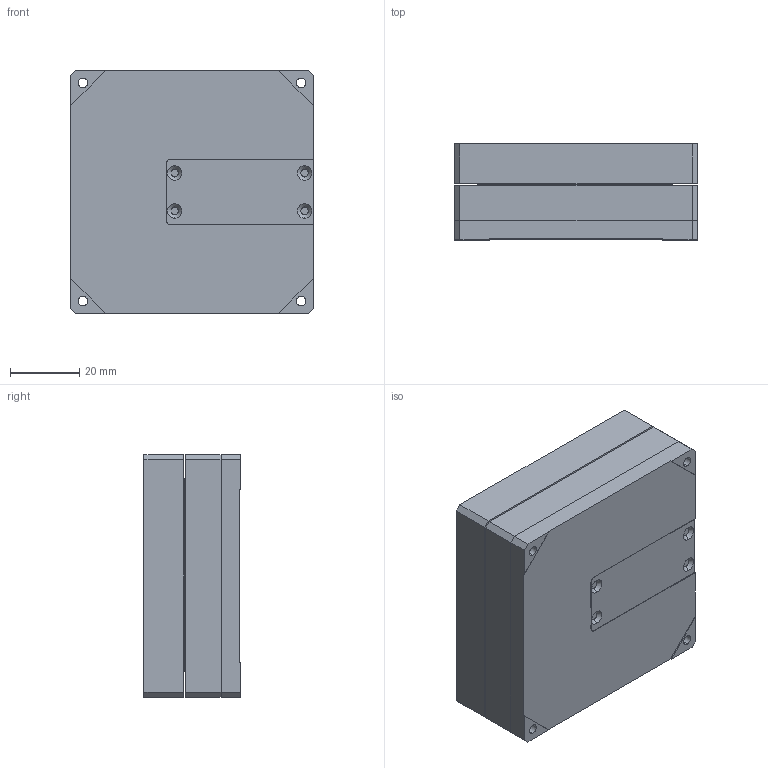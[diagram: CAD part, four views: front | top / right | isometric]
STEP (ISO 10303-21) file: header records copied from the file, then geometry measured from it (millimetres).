
FILE_DESCRIPTION (( 'STEP AP214' ), '1' );
FILE_NAME ('S500.XY.C_enduser.STEP', '2024-12-26T06:36:18', ( '' ), ( '' ), 'SwSTEP 2.0', 'SolidWorks 2020', '' );
FILE_SCHEMA (( 'AUTOMOTIVE_DESIGN' ));
Length unit declared in the file: millimetre
Products named in the file (1): S500.XY.C_enduser
Bounding box: 70 x 27.75 x 70 mm (x, y, z)
Volume: 130171.3 mm3; surface area: 47293.4 mm2
Topology: 5 solids, 5 shells, 219 faces, 558 edges, 352 vertices
Faces by surface type: plane 97, cylinder 86, cone 36
Entity records: 9019 total; most frequent: DIRECTION 1168, CARTESIAN_POINT 1112, ORIENTED_EDGE 1068, EDGE_CURVE 534, AXIS2_PLACEMENT_3D 416, VERTEX_POINT 352, VECTOR 336, LINE 336
